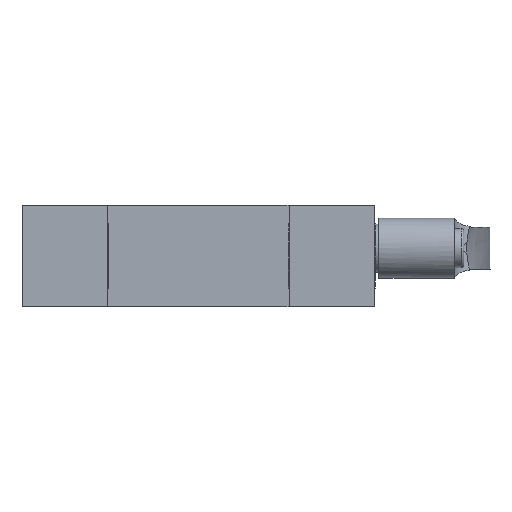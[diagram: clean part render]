
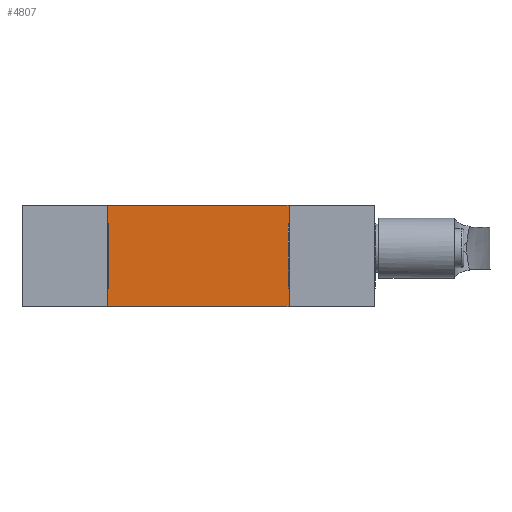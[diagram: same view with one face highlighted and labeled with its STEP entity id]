
A CAD part, front view. The second image highlights one B-rep face of the part: STEP entity #4807.
In plain terms, the highlighted planar face has unit normal (0, -1, 0).
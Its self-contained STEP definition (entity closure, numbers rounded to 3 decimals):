
#627=VERTEX_POINT('',#7162);
#628=VERTEX_POINT('',#7164);
#725=VERTEX_POINT('',#7351);
#726=VERTEX_POINT('',#7353);
#729=VERTEX_POINT('',#7360);
#730=VERTEX_POINT('',#7362);
#731=VERTEX_POINT('',#7366);
#732=VERTEX_POINT('',#7368);
#733=VERTEX_POINT('',#7371);
#734=VERTEX_POINT('',#7373);
#735=VERTEX_POINT('',#7376);
#736=VERTEX_POINT('',#7378);
#1111=VECTOR('',#5722,1.);
#1155=VECTOR('',#5860,1.);
#1157=VECTOR('',#5868,1.);
#1158=VECTOR('',#5872,1.);
#1159=VECTOR('',#5873,1.);
#1160=VECTOR('',#5874,1.);
#1161=VECTOR('',#5875,1.);
#1162=VECTOR('',#5876,1.);
#1163=VECTOR('',#5877,1.);
#1164=VECTOR('',#5878,1.);
#1165=VECTOR('',#5879,1.);
#1166=VECTOR('',#5880,1.);
#1519=LINE('',#7163,#1111);
#1563=LINE('',#7352,#1155);
#1565=LINE('',#7361,#1157);
#1566=LINE('',#7365,#1158);
#1567=LINE('',#7367,#1159);
#1568=LINE('',#7369,#1160);
#1569=LINE('',#7370,#1161);
#1570=LINE('',#7372,#1162);
#1571=LINE('',#7374,#1163);
#1572=LINE('',#7375,#1164);
#1573=LINE('',#7377,#1165);
#1574=LINE('',#7379,#1166);
#1962=EDGE_CURVE('',#628,#627,#1519,.T.);
#2060=EDGE_CURVE('',#725,#726,#1563,.T.);
#2064=EDGE_CURVE('',#729,#730,#1565,.T.);
#2066=EDGE_CURVE('',#731,#729,#1566,.T.);
#2067=EDGE_CURVE('',#732,#731,#1567,.T.);
#2068=EDGE_CURVE('',#732,#726,#1568,.T.);
#2069=EDGE_CURVE('',#725,#733,#1569,.T.);
#2070=EDGE_CURVE('',#734,#733,#1570,.T.);
#2071=EDGE_CURVE('',#734,#628,#1571,.T.);
#2072=EDGE_CURVE('',#735,#627,#1572,.T.);
#2073=EDGE_CURVE('',#736,#735,#1573,.T.);
#2074=EDGE_CURVE('',#730,#736,#1574,.T.);
#2837=ORIENTED_EDGE('',*,*,#2066,.F.);
#2838=ORIENTED_EDGE('',*,*,#2067,.F.);
#2839=ORIENTED_EDGE('',*,*,#2068,.T.);
#2840=ORIENTED_EDGE('',*,*,#2060,.F.);
#2841=ORIENTED_EDGE('',*,*,#2069,.T.);
#2842=ORIENTED_EDGE('',*,*,#2070,.F.);
#2843=ORIENTED_EDGE('',*,*,#2071,.T.);
#2844=ORIENTED_EDGE('',*,*,#1962,.T.);
#2845=ORIENTED_EDGE('',*,*,#2072,.F.);
#2846=ORIENTED_EDGE('',*,*,#2073,.F.);
#2847=ORIENTED_EDGE('',*,*,#2074,.F.);
#2848=ORIENTED_EDGE('',*,*,#2064,.F.);
#4226=EDGE_LOOP('',(#2837,#2838,#2839,#2840,#2841,#2842,#2843,#2844,#2845,
#2846,#2847,#2848));
#4520=FACE_BOUND('',#4226,.T.);
#4807=ADVANCED_FACE('',(#4520),#8720,.F.);
#5161=AXIS2_PLACEMENT_3D('',#7364,#5871,$);
#5722=DIRECTION('',(0.,0.,-1.));
#5860=DIRECTION('',(0.,0.,1.));
#5868=DIRECTION('',(0.,0.,1.));
#5871=DIRECTION('',(0.,1.,0.));
#5872=DIRECTION('',(-1.,0.,0.));
#5873=DIRECTION('',(0.,0.,-1.));
#5874=DIRECTION('',(-1.,0.,0.));
#5875=DIRECTION('',(-1.,0.,0.));
#5876=DIRECTION('',(0.,0.,-1.));
#5877=DIRECTION('',(-1.,0.,0.));
#5878=DIRECTION('',(-1.,0.,0.));
#5879=DIRECTION('',(0.,0.,-1.));
#5880=DIRECTION('',(-1.,0.,0.));
#7162=CARTESIAN_POINT('',(-19.5,19.5,-34.75));
#7163=CARTESIAN_POINT('',(-19.5,19.5,34.75));
#7164=CARTESIAN_POINT('',(-19.5,19.5,34.75));
#7351=CARTESIAN_POINT('',(12.49,19.5,34.5));
#7352=CARTESIAN_POINT('',(12.49,19.5,34.5));
#7353=CARTESIAN_POINT('',(12.49,19.5,34.75));
#7360=CARTESIAN_POINT('',(12.49,19.5,-34.75));
#7361=CARTESIAN_POINT('',(12.49,19.5,-34.75));
#7362=CARTESIAN_POINT('',(12.49,19.5,-34.5));
#7364=CARTESIAN_POINT('',(19.5,19.5,34.75));
#7365=CARTESIAN_POINT('',(19.5,19.5,-34.75));
#7366=CARTESIAN_POINT('',(19.5,19.5,-34.75));
#7367=CARTESIAN_POINT('',(19.5,19.5,34.75));
#7368=CARTESIAN_POINT('',(19.5,19.5,34.75));
#7369=CARTESIAN_POINT('',(19.5,19.5,34.75));
#7370=CARTESIAN_POINT('',(12.49,19.5,34.5));
#7371=CARTESIAN_POINT('',(-12.49,19.5,34.5));
#7372=CARTESIAN_POINT('',(-12.49,19.5,34.75));
#7373=CARTESIAN_POINT('',(-12.49,19.5,34.75));
#7374=CARTESIAN_POINT('',(-12.49,19.5,34.75));
#7375=CARTESIAN_POINT('',(-12.49,19.5,-34.75));
#7376=CARTESIAN_POINT('',(-12.49,19.5,-34.75));
#7377=CARTESIAN_POINT('',(-12.49,19.5,-34.5));
#7378=CARTESIAN_POINT('',(-12.49,19.5,-34.5));
#7379=CARTESIAN_POINT('',(12.49,19.5,-34.5));
#8720=PLANE('',#5161);
